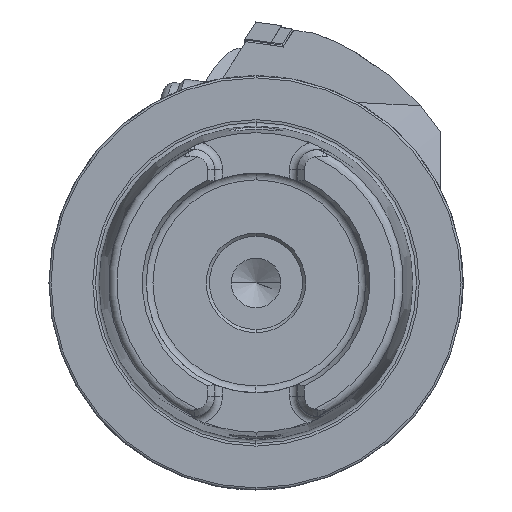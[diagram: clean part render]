
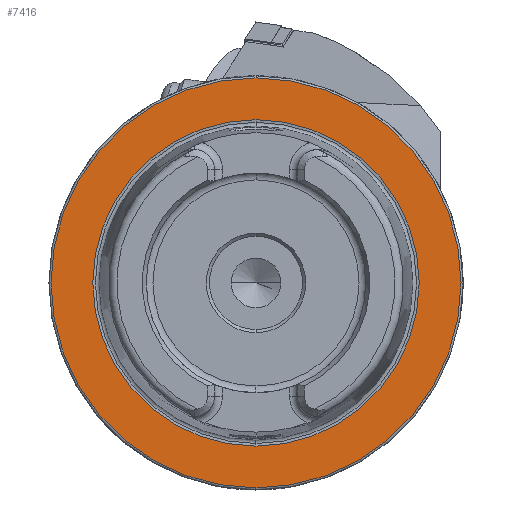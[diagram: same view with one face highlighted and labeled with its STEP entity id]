
A CAD part, left-side view. The second image highlights one B-rep face of the part: STEP entity #7416.
In plain terms, the highlighted planar face has unit normal (-1, 0, 0).
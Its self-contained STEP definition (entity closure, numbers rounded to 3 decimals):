
#392 = FACE_OUTER_BOUND ( 'NONE', #439, .T. ) ;
#439 = EDGE_LOOP ( 'NONE', ( #1109, #15988 ) ) ;
#905 = CIRCLE ( 'NONE', #6505, 39.405 ) ;
#1089 = CARTESIAN_POINT ( 'NONE',  ( 0., 0., 0. ) ) ;
#1109 = ORIENTED_EDGE ( 'NONE', *, *, #3810, .T. ) ;
#1273 = DIRECTION ( 'NONE',  ( 0., 0., 1. ) ) ;
#2300 = DIRECTION ( 'NONE',  ( 0., 0., 1. ) ) ;
#2656 = DIRECTION ( 'NONE',  ( -1., 0., 0. ) ) ;
#2755 = CARTESIAN_POINT ( 'NONE',  ( 0., 0., -39.405 ) ) ;
#3015 = CARTESIAN_POINT ( 'NONE',  ( 0., 0., -49.5 ) ) ;
#3711 = CIRCLE ( 'NONE', #7739, 49.5 ) ;
#3810 = EDGE_CURVE ( 'NONE', #8852, #5168, #3711, .T. ) ;
#4173 = DIRECTION ( 'NONE',  ( 0., 0., 1. ) ) ;
#4186 = VERTEX_POINT ( 'NONE', #2755 ) ;
#4715 = ORIENTED_EDGE ( 'NONE', *, *, #5396, .F. ) ;
#5151 = VERTEX_POINT ( 'NONE', #7040 ) ;
#5168 = VERTEX_POINT ( 'NONE', #3015 ) ;
#5396 = EDGE_CURVE ( 'NONE', #4186, #5151, #6720, .T. ) ;
#5832 = DIRECTION ( 'NONE',  ( -1., 0., 0. ) ) ;
#6437 = EDGE_CURVE ( 'NONE', #5168, #8852, #9964, .T. ) ;
#6505 = AXIS2_PLACEMENT_3D ( 'NONE', #10650, #14721, #4173 ) ;
#6566 = AXIS2_PLACEMENT_3D ( 'NONE', #6909, #14844, #16095 ) ;
#6720 = CIRCLE ( 'NONE', #10874, 39.405 ) ;
#6909 = CARTESIAN_POINT ( 'NONE',  ( 0., 49.5, 0. ) ) ;
#7040 = CARTESIAN_POINT ( 'NONE',  ( 0., 0., 39.405 ) ) ;
#7416 = ADVANCED_FACE ( 'NONE', ( #11690, #392 ), #13323, .F. ) ;
#7739 = AXIS2_PLACEMENT_3D ( 'NONE', #10485, #2656, #1273 ) ;
#8056 = EDGE_LOOP ( 'NONE', ( #8552, #4715 ) ) ;
#8552 = ORIENTED_EDGE ( 'NONE', *, *, #12240, .F. ) ;
#8852 = VERTEX_POINT ( 'NONE', #14416 ) ;
#9964 = CIRCLE ( 'NONE', #14262, 49.5 ) ;
#10485 = CARTESIAN_POINT ( 'NONE',  ( 0., 0., 0. ) ) ;
#10650 = CARTESIAN_POINT ( 'NONE',  ( 0., 0., 0. ) ) ;
#10874 = AXIS2_PLACEMENT_3D ( 'NONE', #1089, #15420, #2300 ) ;
#11690 = FACE_BOUND ( 'NONE', #8056, .T. ) ;
#12240 = EDGE_CURVE ( 'NONE', #5151, #4186, #905, .T. ) ;
#13323 = PLANE ( 'NONE',  #6566 ) ;
#13593 = CARTESIAN_POINT ( 'NONE',  ( 0., 0., 0. ) ) ;
#14262 = AXIS2_PLACEMENT_3D ( 'NONE', #13593, #5832, #14915 ) ;
#14416 = CARTESIAN_POINT ( 'NONE',  ( 0., 0., 49.5 ) ) ;
#14721 = DIRECTION ( 'NONE',  ( -1., 0., 0. ) ) ;
#14844 = DIRECTION ( 'NONE',  ( 1., 0., 0. ) ) ;
#14915 = DIRECTION ( 'NONE',  ( 0., 0., 1. ) ) ;
#15420 = DIRECTION ( 'NONE',  ( -1., 0., 0. ) ) ;
#15988 = ORIENTED_EDGE ( 'NONE', *, *, #6437, .T. ) ;
#16095 = DIRECTION ( 'NONE',  ( 0., 0., -1. ) ) ;
